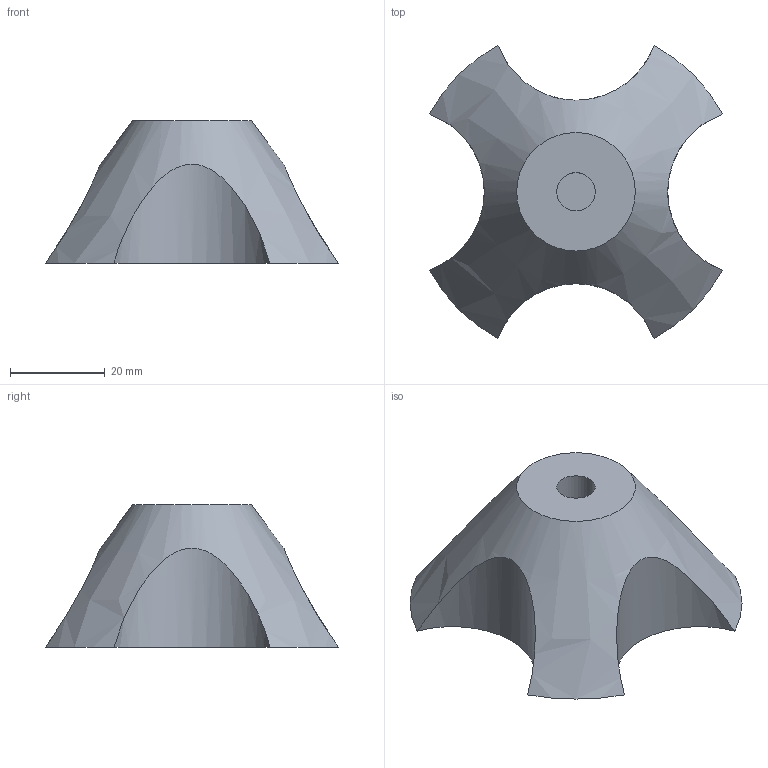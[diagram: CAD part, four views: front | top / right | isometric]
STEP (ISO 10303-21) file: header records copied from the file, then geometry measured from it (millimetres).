
FILE_DESCRIPTION(/* description */ (''),/* implementation_level */ '2;1');
FILE_NAME(/* name */ 'spoolholder.step',/* time_stamp */ '2018-07-25T15:45:38+02:00',/* author */ ('boelle'),/* organization */ (''),/* preprocessor_version */ 'ST-DEVELOPER v17',/* originating_system */ 'Autodesk Translation Framework v7.1.0.215',/* authorisation */ '');
FILE_SCHEMA (('AUTOMOTIVE_DESIGN { 1 0 10303 214 3 1 1 }'));
Length unit declared in the file: millimetre
Products named in the file (1): spoolholder
Bounding box: 61.78 x 61.78 x 30 mm (x, y, z)
Volume: 41005.3 mm3; surface area: 9244 mm2
Topology: 1 solids, 1 shells, 11 faces, 26 edges, 19 vertices
Faces by surface type: cylinder 6, plane 4, cone 1
Full cylindrical faces by diameter (mm): 8.1 x1, 22 x1
Entity records: 686 total; most frequent: CARTESIAN_POINT 376, DIRECTION 63, ORIENTED_EDGE 52, AXIS2_PLACEMENT_3D 30, EDGE_CURVE 26, VERTEX_POINT 19, CIRCLE 18, EDGE_LOOP 13
